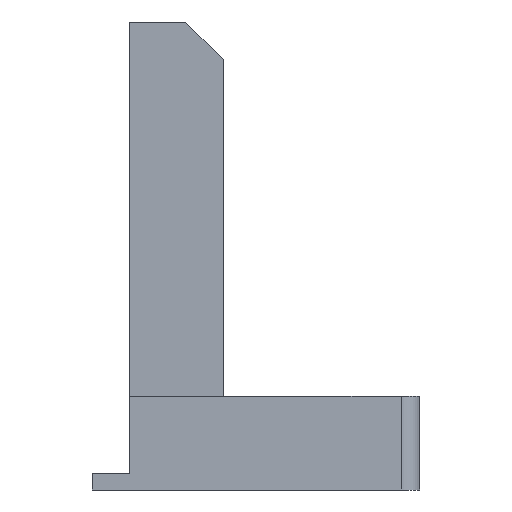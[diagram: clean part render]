
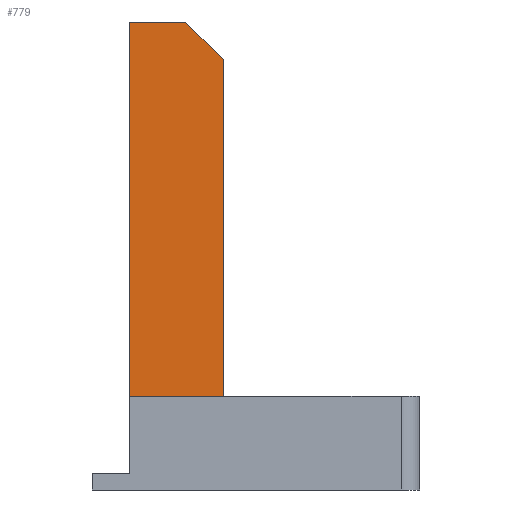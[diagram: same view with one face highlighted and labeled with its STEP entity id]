
A CAD part, left-side view. The second image highlights one B-rep face of the part: STEP entity #779.
In plain terms, the highlighted planar face has unit normal (-1, 0, 0).
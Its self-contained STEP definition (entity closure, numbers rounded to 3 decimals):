
#61=FACE_OUTER_BOUND('',#105,.T.);
#105=EDGE_LOOP('',(#677,#678,#679,#680,#681,#682,#683));
#129=LINE('',#1129,#216);
#148=LINE('',#1179,#235);
#190=LINE('',#1275,#277);
#192=LINE('',#1279,#279);
#194=LINE('',#1283,#281);
#196=LINE('',#1289,#283);
#197=LINE('',#1290,#284);
#216=VECTOR('',#902,10.);
#235=VECTOR('',#943,10.);
#277=VECTOR('',#1039,10.);
#279=VECTOR('',#1043,10.);
#281=VECTOR('',#1047,10.);
#283=VECTOR('',#1053,10.);
#284=VECTOR('',#1054,10.);
#334=VERTEX_POINT('',#1126);
#335=VERTEX_POINT('',#1128);
#341=VERTEX_POINT('',#1148);
#382=VERTEX_POINT('',#1274);
#383=VERTEX_POINT('',#1278);
#384=VERTEX_POINT('',#1282);
#386=VERTEX_POINT('',#1288);
#409=EDGE_CURVE('',#334,#335,#129,.T.);
#435=EDGE_CURVE('',#341,#335,#148,.T.);
#483=EDGE_CURVE('',#382,#341,#190,.T.);
#485=EDGE_CURVE('',#383,#382,#192,.T.);
#487=EDGE_CURVE('',#383,#384,#194,.T.);
#490=EDGE_CURVE('',#334,#386,#196,.T.);
#491=EDGE_CURVE('',#386,#384,#197,.T.);
#677=ORIENTED_EDGE('',*,*,#435,.T.);
#678=ORIENTED_EDGE('',*,*,#409,.F.);
#679=ORIENTED_EDGE('',*,*,#490,.T.);
#680=ORIENTED_EDGE('',*,*,#491,.T.);
#681=ORIENTED_EDGE('',*,*,#487,.F.);
#682=ORIENTED_EDGE('',*,*,#485,.T.);
#683=ORIENTED_EDGE('',*,*,#483,.T.);
#743=PLANE('',#855);
#779=ADVANCED_FACE('',(#61),#743,.T.);
#855=AXIS2_PLACEMENT_3D('',#1287,#1051,#1052);
#902=DIRECTION('',(0.,0.,-1.));
#943=DIRECTION('',(0.,-1.,0.));
#1039=DIRECTION('',(0.,0.,1.));
#1043=DIRECTION('',(0.,-1.,0.));
#1047=DIRECTION('',(0.,0.,1.));
#1051=DIRECTION('center_axis',(-1.,0.,0.));
#1052=DIRECTION('ref_axis',(0.,0.,1.));
#1053=DIRECTION('',(0.,0.707,0.707));
#1054=DIRECTION('',(0.,1.,0.));
#1126=CARTESIAN_POINT('',(31.7,-6.25,22.));
#1128=CARTESIAN_POINT('',(31.7,-6.25,4.));
#1129=CARTESIAN_POINT('',(31.7,-6.25,5.));
#1148=CARTESIAN_POINT('',(31.7,-2.75,4.));
#1179=CARTESIAN_POINT('',(31.7,-5.,4.));
#1274=CARTESIAN_POINT('',(31.7,-2.75,-0.1));
#1275=CARTESIAN_POINT('',(31.7,-2.75,4.));
#1278=CARTESIAN_POINT('',(31.7,-1.25,-0.1));
#1279=CARTESIAN_POINT('',(31.7,-0.625,-0.1));
#1282=CARTESIAN_POINT('',(31.7,-1.25,24.));
#1283=CARTESIAN_POINT('',(31.7,-1.25,12.));
#1287=CARTESIAN_POINT('Origin',(31.7,0.,5.));
#1288=CARTESIAN_POINT('',(31.7,-4.25,24.));
#1289=CARTESIAN_POINT('',(31.7,-8.438,19.813));
#1290=CARTESIAN_POINT('',(31.7,-5.,24.));
